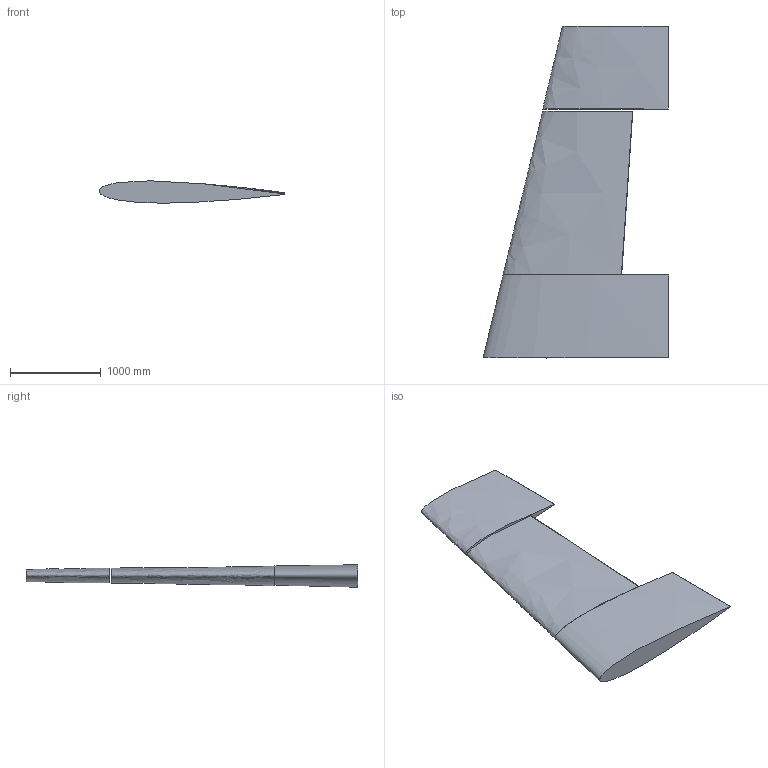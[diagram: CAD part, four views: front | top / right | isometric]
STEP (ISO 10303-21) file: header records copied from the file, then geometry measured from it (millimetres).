
FILE_DESCRIPTION(('Open CASCADE Model'),'2;1');
FILE_NAME('Open CASCADE Shape Model','2019-03-20T18:02:36',('Author'),( 'Open CASCADE'),'Open CASCADE STEP processor 7.3','Open CASCADE 7.3' ,'Unknown');
FILE_SCHEMA(('AUTOMOTIVE_DESIGN { 1 0 10303 214 1 1 1 1 }'));
Length unit declared in the file: millimetre
Products named in the file (5): Open CASCADE STEP translator 7.3 1; Open CASCADE STEP translator 7.3 1.1; Open CASCADE STEP translator 7.3 1.1.1; Open CASCADE STEP translator 7.3 1.1.2; Open CASCADE STEP translator 7.3 1.1.3
Assembly tree (4 placements, depth 3):
  Open CASCADE STEP translator 7.3 1
    Open CASCADE STEP translator 7.3 1.1
      Open CASCADE STEP translator 7.3 1.1.1
      Open CASCADE STEP translator 7.3 1.1.2
      Open CASCADE STEP translator 7.3 1.1.3
Bounding box: 2043.63 x 3654.8 x 246.61 mm (x, y, z)
Surface area: 11697233.6 mm2 (no closed solid volume)
Topology: 0 solids, 3 shells, 17 faces, 29 edges, 18 vertices
Faces by surface type: plane 10, bspline 7
Entity records: 3581 total; most frequent: CARTESIAN_POINT 2981, DIRECTION 68, ORIENTED_EDGE 58, PCURVE 58, DEFINITIONAL_REPRESENTATION 58, B_SPLINE_CURVE_WITH_KNOTS 49, LINE 38, VECTOR 38
